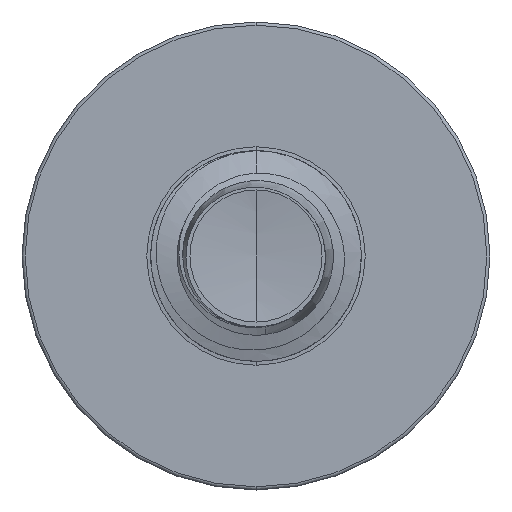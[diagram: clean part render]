
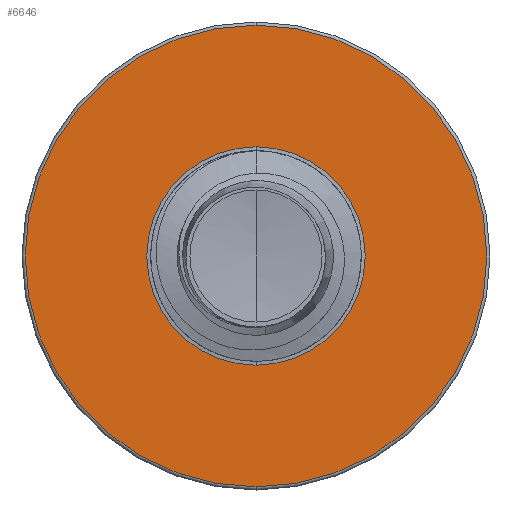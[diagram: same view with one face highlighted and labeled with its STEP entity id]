
A CAD part, front view. The second image highlights one B-rep face of the part: STEP entity #6646.
In plain terms, the highlighted planar face has unit normal (0, -1, 0).
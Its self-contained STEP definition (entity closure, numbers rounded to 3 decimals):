
#25 = ORIENTED_EDGE ( 'NONE', *, *, #11336, .T. ) ;
#259 = AXIS2_PLACEMENT_3D ( 'NONE', #4713, #4698, #4696 ) ;
#598 = CARTESIAN_POINT ( 'NONE',  ( 0., 4., 1.973 ) ) ;
#985 = VERTEX_POINT ( 'NONE', #9365 ) ;
#1024 = CIRCLE ( 'NONE', #259, 1.973 ) ;
#1312 = DIRECTION ( 'NONE',  ( 0., 0., 1. ) ) ;
#2127 = AXIS2_PLACEMENT_3D ( 'NONE', #13600, #13573, #13558 ) ;
#2471 = DIRECTION ( 'NONE',  ( 0., 0., 1. ) ) ;
#2474 = DIRECTION ( 'NONE',  ( 0., 1., 0. ) ) ;
#2490 = CARTESIAN_POINT ( 'NONE',  ( 0., 4., 0. ) ) ;
#2666 = CIRCLE ( 'NONE', #11537, 0.933 ) ;
#3093 = FACE_BOUND ( 'NONE', #6713, .T. ) ;
#3254 = ORIENTED_EDGE ( 'NONE', *, *, #9392, .T. ) ;
#3295 = DIRECTION ( 'NONE',  ( 0., 0., 1. ) ) ;
#3310 = DIRECTION ( 'NONE',  ( 0., 1., 0. ) ) ;
#3320 = CARTESIAN_POINT ( 'NONE',  ( 0., 4., 0. ) ) ;
#3900 = CIRCLE ( 'NONE', #9039, 1.973 ) ;
#4696 = DIRECTION ( 'NONE',  ( 0., 0., 1. ) ) ;
#4698 = DIRECTION ( 'NONE',  ( 0., 1., 0. ) ) ;
#4713 = CARTESIAN_POINT ( 'NONE',  ( 0., 4., 0. ) ) ;
#4716 = CIRCLE ( 'NONE', #13358, 0.933 ) ;
#4995 = ORIENTED_EDGE ( 'NONE', *, *, #8764, .F. ) ;
#5124 = CARTESIAN_POINT ( 'NONE',  ( 0., 4., 0.933 ) ) ;
#6414 = EDGE_LOOP ( 'NONE', ( #4995, #10223 ) ) ;
#6646 = ADVANCED_FACE ( 'NONE', ( #10888, #3093 ), #13675, .F. ) ;
#6713 = EDGE_LOOP ( 'NONE', ( #25, #3254 ) ) ;
#7607 = VERTEX_POINT ( 'NONE', #12136 ) ;
#8269 = VERTEX_POINT ( 'NONE', #5124 ) ;
#8654 = DIRECTION ( 'NONE',  ( 0., 1., 0. ) ) ;
#8764 = EDGE_CURVE ( 'NONE', #12894, #7607, #1024, .T. ) ;
#9039 = AXIS2_PLACEMENT_3D ( 'NONE', #3320, #3310, #3295 ) ;
#9365 = CARTESIAN_POINT ( 'NONE',  ( 0., 4., -0.933 ) ) ;
#9392 = EDGE_CURVE ( 'NONE', #985, #8269, #4716, .T. ) ;
#10223 = ORIENTED_EDGE ( 'NONE', *, *, #11013, .F. ) ;
#10888 = FACE_OUTER_BOUND ( 'NONE', #6414, .T. ) ;
#11013 = EDGE_CURVE ( 'NONE', #7607, #12894, #3900, .T. ) ;
#11336 = EDGE_CURVE ( 'NONE', #8269, #985, #2666, .T. ) ;
#11537 = AXIS2_PLACEMENT_3D ( 'NONE', #14024, #8654, #1312 ) ;
#12136 = CARTESIAN_POINT ( 'NONE',  ( 0., 4., -1.973 ) ) ;
#12894 = VERTEX_POINT ( 'NONE', #598 ) ;
#13358 = AXIS2_PLACEMENT_3D ( 'NONE', #2490, #2474, #2471 ) ;
#13558 = DIRECTION ( 'NONE',  ( 0., 0., 1. ) ) ;
#13573 = DIRECTION ( 'NONE',  ( 0., 1., 0. ) ) ;
#13600 = CARTESIAN_POINT ( 'NONE',  ( 0., 4., -0.933 ) ) ;
#13675 = PLANE ( 'NONE',  #2127 ) ;
#14024 = CARTESIAN_POINT ( 'NONE',  ( 0., 4., 0. ) ) ;
